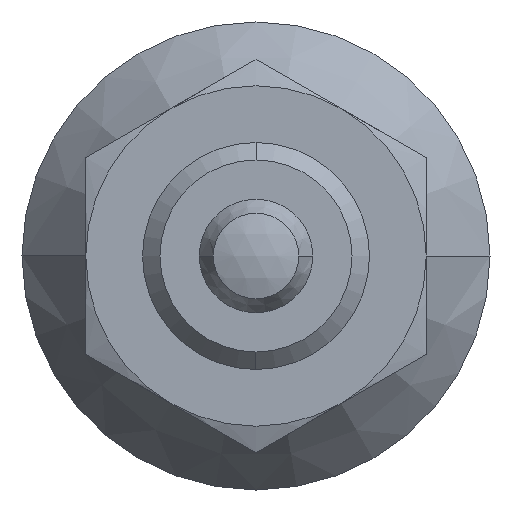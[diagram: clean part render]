
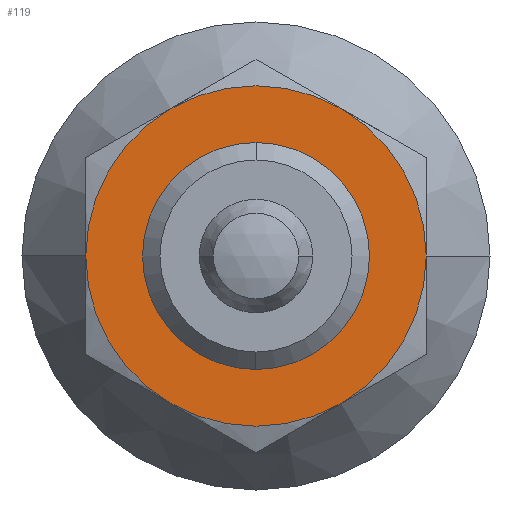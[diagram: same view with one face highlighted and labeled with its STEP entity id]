
A CAD part, front view. The second image highlights one B-rep face of the part: STEP entity #119.
In plain terms, the highlighted planar face has unit normal (0, -1, 0).
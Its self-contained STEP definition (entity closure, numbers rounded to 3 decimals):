
#119 = ADVANCED_FACE( '', ( #236, #237 ), #238, .T. );
#236 = FACE_OUTER_BOUND( '', #385, .T. );
#237 = FACE_BOUND( '', #386, .T. );
#238 = PLANE( '', #387 );
#385 = EDGE_LOOP( '', ( #766, #767, #768, #769, #770, #771 ) );
#386 = EDGE_LOOP( '', ( #772, #773 ) );
#387 = AXIS2_PLACEMENT_3D( '', #774, #775, #776 );
#766 = ORIENTED_EDGE( '', *, *, #1106, .F. );
#767 = ORIENTED_EDGE( '', *, *, #1107, .F. );
#768 = ORIENTED_EDGE( '', *, *, #1108, .F. );
#769 = ORIENTED_EDGE( '', *, *, #1109, .F. );
#770 = ORIENTED_EDGE( '', *, *, #1110, .F. );
#771 = ORIENTED_EDGE( '', *, *, #1111, .F. );
#772 = ORIENTED_EDGE( '', *, *, #1034, .F. );
#773 = ORIENTED_EDGE( '', *, *, #1118, .F. );
#774 = CARTESIAN_POINT( '', ( 6., -14., 0. ) );
#775 = DIRECTION( '', ( 0., -1., 0. ) );
#776 = DIRECTION( '', ( -1., 0., 0. ) );
#1034 = EDGE_CURVE( '', #1235, #1231, #1237, .T. );
#1106 = EDGE_CURVE( '', #1344, #1335, #1359, .T. );
#1107 = EDGE_CURVE( '', #1353, #1344, #1360, .T. );
#1108 = EDGE_CURVE( '', #1306, #1353, #1361, .T. );
#1109 = EDGE_CURVE( '', #1329, #1306, #1362, .T. );
#1110 = EDGE_CURVE( '', #1318, #1329, #1363, .T. );
#1111 = EDGE_CURVE( '', #1335, #1318, #1364, .T. );
#1118 = EDGE_CURVE( '', #1231, #1235, #1371, .T. );
#1231 = VERTEX_POINT( '', #1630 );
#1235 = VERTEX_POINT( '', #1635 );
#1237 = CIRCLE( '', #1638, 8. );
#1306 = VERTEX_POINT( '', #1833 );
#1318 = VERTEX_POINT( '', #1883 );
#1329 = VERTEX_POINT( '', #1932 );
#1335 = VERTEX_POINT( '', #1974 );
#1344 = VERTEX_POINT( '', #2020 );
#1353 = VERTEX_POINT( '', #2066 );
#1359 = CIRCLE( '', #2108, 12. );
#1360 = CIRCLE( '', #2109, 12. );
#1361 = CIRCLE( '', #2110, 12. );
#1362 = CIRCLE( '', #2111, 12. );
#1363 = CIRCLE( '', #2112, 12. );
#1364 = CIRCLE( '', #2113, 12. );
#1371 = CIRCLE( '', #2120, 8. );
#1630 = CARTESIAN_POINT( '', ( 0., -14., -8. ) );
#1635 = CARTESIAN_POINT( '', ( 0., -14., 8. ) );
#1638 = AXIS2_PLACEMENT_3D( '', #2382, #2383, #2384 );
#1833 = CARTESIAN_POINT( '', ( -6., -14., 10.392 ) );
#1883 = CARTESIAN_POINT( '', ( -6., -14., -10.392 ) );
#1932 = CARTESIAN_POINT( '', ( -12., -14., 0. ) );
#1974 = CARTESIAN_POINT( '', ( 6., -14., -10.392 ) );
#2020 = CARTESIAN_POINT( '', ( 12., -14., 0. ) );
#2066 = CARTESIAN_POINT( '', ( 6., -14., 10.392 ) );
#2108 = AXIS2_PLACEMENT_3D( '', #2442, #2443, #2444 );
#2109 = AXIS2_PLACEMENT_3D( '', #2445, #2446, #2447 );
#2110 = AXIS2_PLACEMENT_3D( '', #2448, #2449, #2450 );
#2111 = AXIS2_PLACEMENT_3D( '', #2451, #2452, #2453 );
#2112 = AXIS2_PLACEMENT_3D( '', #2454, #2455, #2456 );
#2113 = AXIS2_PLACEMENT_3D( '', #2457, #2458, #2459 );
#2120 = AXIS2_PLACEMENT_3D( '', #2478, #2479, #2480 );
#2382 = CARTESIAN_POINT( '', ( 0., -14., 0. ) );
#2383 = DIRECTION( '', ( 0., -1., 0. ) );
#2384 = DIRECTION( '', ( 0., 0., -1. ) );
#2442 = CARTESIAN_POINT( '', ( 0., -14., 0. ) );
#2443 = DIRECTION( '', ( 0., 1., 0. ) );
#2444 = DIRECTION( '', ( 1., 0., 0. ) );
#2445 = CARTESIAN_POINT( '', ( 0., -14., 0. ) );
#2446 = DIRECTION( '', ( 0., 1., 0. ) );
#2447 = DIRECTION( '', ( 1., 0., 0. ) );
#2448 = CARTESIAN_POINT( '', ( 0., -14., 0. ) );
#2449 = DIRECTION( '', ( 0., 1., 0. ) );
#2450 = DIRECTION( '', ( 1., 0., 0. ) );
#2451 = CARTESIAN_POINT( '', ( 0., -14., 0. ) );
#2452 = DIRECTION( '', ( 0., 1., 0. ) );
#2453 = DIRECTION( '', ( 1., 0., 0. ) );
#2454 = CARTESIAN_POINT( '', ( 0., -14., 0. ) );
#2455 = DIRECTION( '', ( 0., 1., 0. ) );
#2456 = DIRECTION( '', ( 1., 0., 0. ) );
#2457 = CARTESIAN_POINT( '', ( 0., -14., 0. ) );
#2458 = DIRECTION( '', ( 0., 1., 0. ) );
#2459 = DIRECTION( '', ( 1., 0., 0. ) );
#2478 = CARTESIAN_POINT( '', ( 0., -14., 0. ) );
#2479 = DIRECTION( '', ( 0., -1., 0. ) );
#2480 = DIRECTION( '', ( 0., 0., -1. ) );
